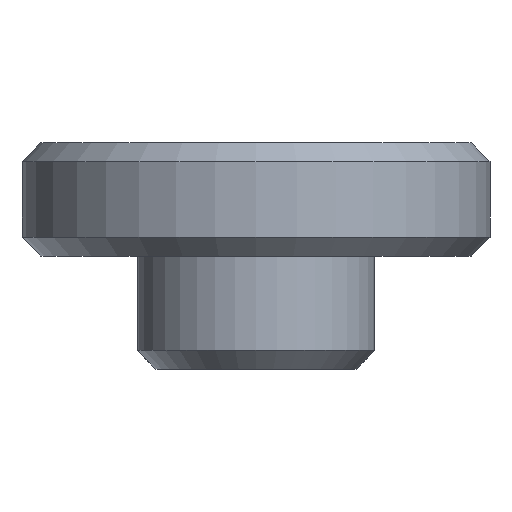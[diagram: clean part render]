
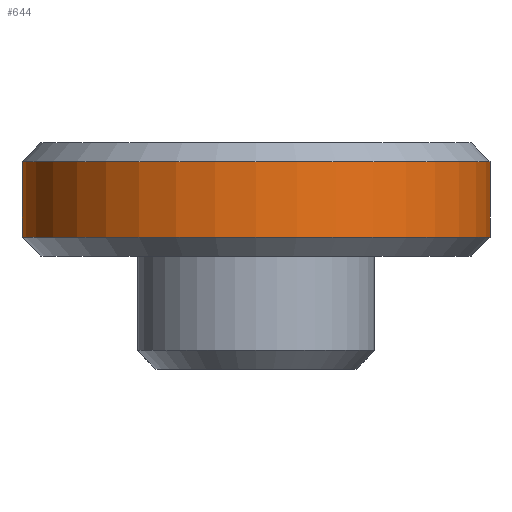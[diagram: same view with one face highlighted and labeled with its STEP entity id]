
A CAD part, front view. The second image highlights one B-rep face of the part: STEP entity #644.
In plain terms, the highlighted cylindrical face has radius 6.2 mm (diameter 12.4 mm), a partial arc.
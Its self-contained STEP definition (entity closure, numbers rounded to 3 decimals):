
#21=CYLINDRICAL_SURFACE('',#716,6.2);
#54=LINE('',#1215,#96);
#55=LINE('',#1218,#97);
#96=VECTOR('',#858,10.);
#97=VECTOR('',#861,10.);
#154=CIRCLE('',#714,6.2);
#156=CIRCLE('',#717,6.2);
#197=FACE_OUTER_BOUND('',#236,.T.);
#236=EDGE_LOOP('',(#566,#567,#568,#569));
#315=VERTEX_POINT('',#1193);
#320=VERTEX_POINT('',#1206);
#321=VERTEX_POINT('',#1214);
#322=VERTEX_POINT('',#1216);
#405=EDGE_CURVE('',#315,#320,#154,.T.);
#407=EDGE_CURVE('',#315,#321,#54,.T.);
#408=EDGE_CURVE('',#322,#321,#156,.T.);
#409=EDGE_CURVE('',#320,#322,#55,.T.);
#566=ORIENTED_EDGE('',*,*,#405,.F.);
#567=ORIENTED_EDGE('',*,*,#407,.T.);
#568=ORIENTED_EDGE('',*,*,#408,.F.);
#569=ORIENTED_EDGE('',*,*,#409,.F.);
#644=ADVANCED_FACE('',(#197),#21,.T.);
#714=AXIS2_PLACEMENT_3D('',#1211,#852,#853);
#716=AXIS2_PLACEMENT_3D('',#1213,#856,#857);
#717=AXIS2_PLACEMENT_3D('',#1217,#859,#860);
#852=DIRECTION('center_axis',(0.,0.,-1.));
#853=DIRECTION('ref_axis',(-1.,0.,0.));
#856=DIRECTION('center_axis',(0.,0.,1.));
#857=DIRECTION('ref_axis',(-1.,0.,0.));
#858=DIRECTION('',(0.,0.,1.));
#859=DIRECTION('center_axis',(0.,0.,1.));
#860=DIRECTION('ref_axis',(-1.,0.,0.));
#861=DIRECTION('',(0.,0.,1.));
#1193=CARTESIAN_POINT('',(6.2,0.,3.5));
#1206=CARTESIAN_POINT('',(-6.2,0.,3.5));
#1211=CARTESIAN_POINT('Origin',(0.,0.,3.5));
#1213=CARTESIAN_POINT('Origin',(0.,0.,3.));
#1214=CARTESIAN_POINT('',(6.2,0.,5.5));
#1215=CARTESIAN_POINT('',(6.2,0.,3.));
#1216=CARTESIAN_POINT('',(-6.2,0.,5.5));
#1217=CARTESIAN_POINT('Origin',(0.,0.,5.5));
#1218=CARTESIAN_POINT('',(-6.2,0.,3.));
